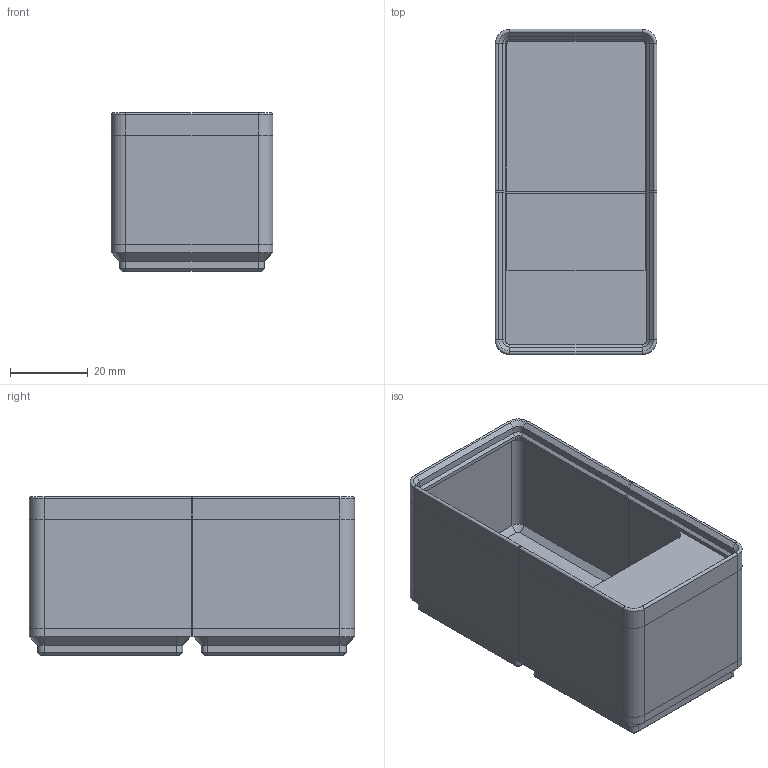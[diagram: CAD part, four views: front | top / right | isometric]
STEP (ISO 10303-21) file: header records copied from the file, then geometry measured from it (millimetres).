
FILE_DESCRIPTION(('STEP AP242'), '1');
FILE_NAME('assemblyBinTag1x2x28', '', ('UNSPECIFIED'), ('UNSPECIFIED'), 'C3D Converter', 'C3D Toolkit', '');
FILE_SCHEMA(('AP242_MANAGED_MODEL_BASED_3D_ENGINEERING_MIM_LF { 1 0 10303 442 1 1 4 }'));
Length unit declared in the file: millimetre
Assembly tree (11 placements, depth 3):
  (unnamed)
    (unnamed)  x2
    (unnamed)
    (unnamed)  x2
    (unnamed)
    (unnamed)
    (unnamed)  x2
      (unnamed)
      (unnamed)
Bounding box: 41.5 x 83.5 x 40.79 mm (x, y, z)
Volume: 42201.7 mm3; surface area: 27908.3 mm2
Topology: 11 solids, 11 shells, 232 faces, 522 edges, 310 vertices
Faces by surface type: plane 151, cylinder 43, cone 32, torus 4, sphere 2
Entity records: 4471 total; most frequent: DIRECTION 703, CARTESIAN_POINT 682, ORIENTED_EDGE 650, EDGE_CURVE 325, LINE 253, VECTOR 253, AXIS2_PLACEMENT_3D 225, VERTEX_POINT 196
